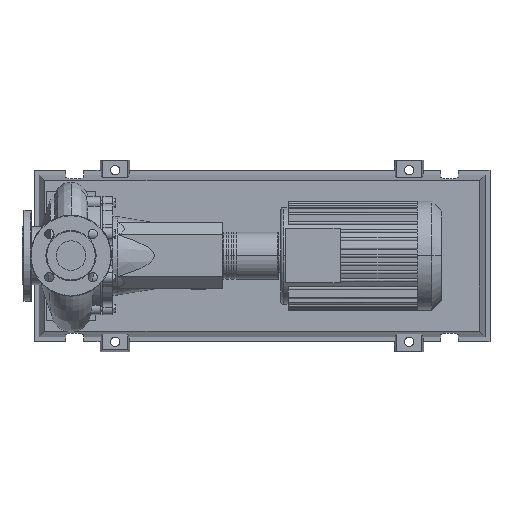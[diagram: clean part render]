
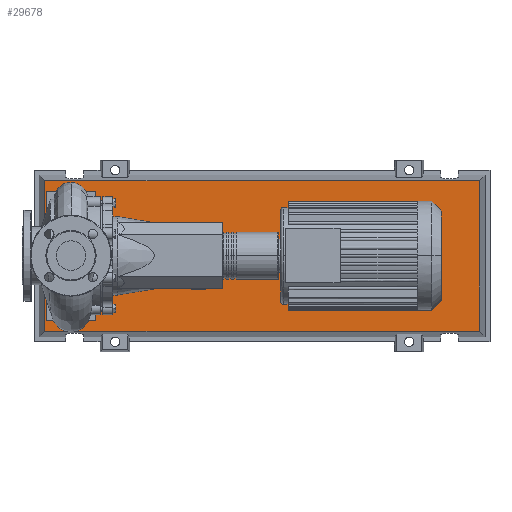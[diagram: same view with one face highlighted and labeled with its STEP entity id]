
A CAD part, top view. The second image highlights one B-rep face of the part: STEP entity #29678.
In plain terms, the highlighted planar face has unit normal (0, 0, 1).
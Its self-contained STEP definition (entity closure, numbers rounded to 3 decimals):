
#29359=CARTESIAN_POINT('',(833.292,-153.292,83.0));
#29360=VERTEX_POINT('',#29359);
#29367=CARTESIAN_POINT('',(-53.292,-153.292,83.0));
#29368=VERTEX_POINT('',#29367);
#29369=CARTESIAN_POINT('',(833.292,-153.292,83.0));
#29370=DIRECTION('',(-1.0,0.0,0.0));
#29371=VECTOR('',#29370,886.584);
#29372=LINE('',#29369,#29371);
#29373=EDGE_CURVE('',#29360,#29368,#29372,.T.);
#29591=CARTESIAN_POINT('',(833.292,153.292,83.0));
#29592=VERTEX_POINT('',#29591);
#29593=CARTESIAN_POINT('',(833.292,153.292,83.0));
#29594=DIRECTION('',(0.0,-1.0,0.0));
#29595=VECTOR('',#29594,306.584);
#29596=LINE('',#29593,#29595);
#29597=EDGE_CURVE('',#29592,#29360,#29596,.T.);
#29615=CARTESIAN_POINT('',(-53.292,153.292,83.0));
#29616=VERTEX_POINT('',#29615);
#29617=CARTESIAN_POINT('',(-53.292,-153.292,83.0));
#29618=DIRECTION('',(0.0,1.0,0.0));
#29619=VECTOR('',#29618,306.584);
#29620=LINE('',#29617,#29619);
#29621=EDGE_CURVE('',#29368,#29616,#29620,.T.);
#29654=CARTESIAN_POINT('',(-53.292,153.292,83.0));
#29655=DIRECTION('',(1.0,0.0,0.0));
#29656=VECTOR('',#29655,886.584);
#29657=LINE('',#29654,#29656);
#29658=EDGE_CURVE('',#29616,#29592,#29657,.T.);
#29667=CARTESIAN_POINT('',(390.,0.,83.0));
#29668=DIRECTION('',(0.0,0.0,1.0));
#29669=DIRECTION('',(1.0,0.0,0.0));
#29670=AXIS2_PLACEMENT_3D('',#29667,#29668,#29669);
#29671=PLANE('',#29670);
#29672=ORIENTED_EDGE('',*,*,#29597,.F.);
#29673=ORIENTED_EDGE('',*,*,#29658,.F.);
#29674=ORIENTED_EDGE('',*,*,#29621,.F.);
#29675=ORIENTED_EDGE('',*,*,#29373,.F.);
#29676=EDGE_LOOP('',(#29672,#29673,#29674,#29675));
#29677=FACE_OUTER_BOUND('',#29676,.T.);
#29678=ADVANCED_FACE('',(#29677),#29671,.T.);
